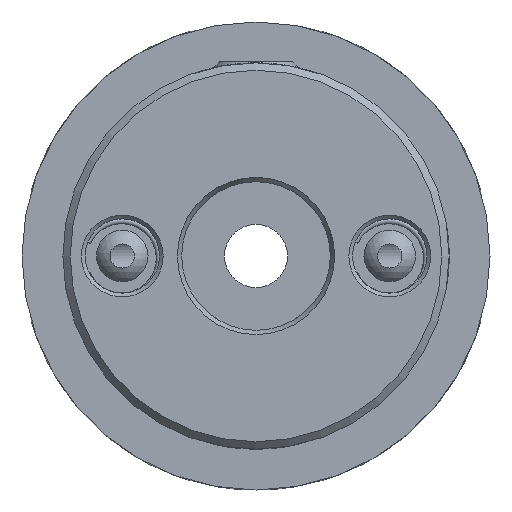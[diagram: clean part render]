
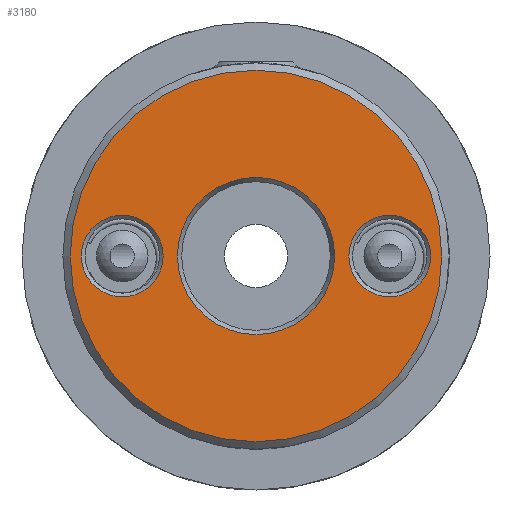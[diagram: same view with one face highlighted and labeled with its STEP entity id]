
A CAD part, left-side view. The second image highlights one B-rep face of the part: STEP entity #3180.
In plain terms, the highlighted planar face has unit normal (-1, 0, 0).
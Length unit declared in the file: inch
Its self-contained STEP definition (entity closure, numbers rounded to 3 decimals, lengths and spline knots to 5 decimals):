
#96=FACE_BOUND('',#464,.T.);
#97=FACE_BOUND('',#465,.T.);
#98=FACE_BOUND('',#466,.T.);
#180=PLANE('',#3446);
#283=FACE_OUTER_BOUND('',#463,.T.);
#463=EDGE_LOOP('',(#2303));
#464=EDGE_LOOP('',(#2304));
#465=EDGE_LOOP('',(#2305));
#466=EDGE_LOOP('',(#2306));
#671=CIRCLE('',#3443,0.21654);
#674=CIRCLE('',#3447,0.98425);
#675=CIRCLE('',#3448,0.21654);
#676=CIRCLE('',#3449,0.41643);
#1319=VERTEX_POINT('',#5374);
#1322=VERTEX_POINT('',#5382);
#1323=VERTEX_POINT('',#5384);
#1324=VERTEX_POINT('',#5386);
#1690=EDGE_CURVE('',#1319,#1319,#671,.T.);
#1694=EDGE_CURVE('',#1322,#1322,#674,.T.);
#1695=EDGE_CURVE('',#1323,#1323,#675,.T.);
#1696=EDGE_CURVE('',#1324,#1324,#676,.T.);
#2303=ORIENTED_EDGE('',*,*,#1694,.F.);
#2304=ORIENTED_EDGE('',*,*,#1695,.F.);
#2305=ORIENTED_EDGE('',*,*,#1696,.F.);
#2306=ORIENTED_EDGE('',*,*,#1690,.F.);
#3180=ADVANCED_FACE('',(#283,#96,#97,#98),#180,.T.);
#3443=AXIS2_PLACEMENT_3D('',#5375,#3998,#3999);
#3446=AXIS2_PLACEMENT_3D('',#5381,#4005,#4006);
#3447=AXIS2_PLACEMENT_3D('',#5383,#4007,#4008);
#3448=AXIS2_PLACEMENT_3D('',#5385,#4009,#4010);
#3449=AXIS2_PLACEMENT_3D('',#5387,#4011,#4012);
#3998=DIRECTION('center_axis',(-1.,0.,0.));
#3999=DIRECTION('ref_axis',(0.,0.,-1.));
#4005=DIRECTION('center_axis',(-1.,0.,0.));
#4006=DIRECTION('ref_axis',(0.,0.,1.));
#4007=DIRECTION('center_axis',(1.,0.,0.));
#4008=DIRECTION('ref_axis',(0.,-1.,0.));
#4009=DIRECTION('center_axis',(-1.,0.,0.));
#4010=DIRECTION('ref_axis',(0.,0.,-1.));
#4011=DIRECTION('center_axis',(-1.,0.,0.));
#4012=DIRECTION('ref_axis',(0.,0.,-1.));
#5374=CARTESIAN_POINT('',(-3.34646,-0.70866,0.21654));
#5375=CARTESIAN_POINT('Origin',(-3.34646,-0.70866,0.));
#5381=CARTESIAN_POINT('Origin',(-3.34646,0.51181,0.));
#5382=CARTESIAN_POINT('',(-3.34646,0.98425,0.));
#5383=CARTESIAN_POINT('Origin',(-3.34646,0.,0.));
#5384=CARTESIAN_POINT('',(-3.34646,0.70866,0.21654));
#5385=CARTESIAN_POINT('Origin',(-3.34646,0.70866,0.));
#5386=CARTESIAN_POINT('',(-3.34646,0.,0.41643));
#5387=CARTESIAN_POINT('Origin',(-3.34646,0.,0.));
